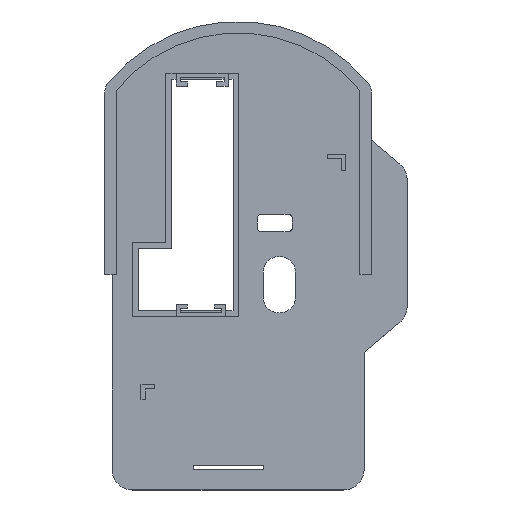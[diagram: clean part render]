
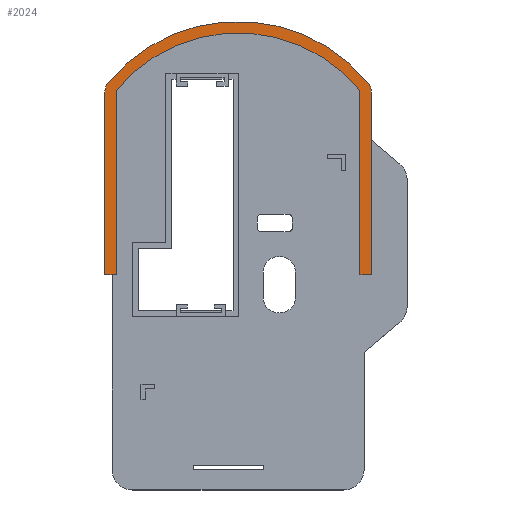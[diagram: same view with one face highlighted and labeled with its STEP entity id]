
A CAD part, top view. The second image highlights one B-rep face of the part: STEP entity #2024.
In plain terms, the highlighted planar face has unit normal (0, 0, 1).
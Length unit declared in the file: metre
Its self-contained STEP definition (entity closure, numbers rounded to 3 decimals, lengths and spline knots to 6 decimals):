
#56=CIRCLE('',#2160,0.037776);
#57=CIRCLE('',#2165,0.0037);
#58=CIRCLE('',#2167,0.040508);
#59=CIRCLE('',#2169,0.0037);
#504=ORIENTED_EDGE('',*,*,#872,.F.);
#505=ORIENTED_EDGE('',*,*,#870,.F.);
#506=ORIENTED_EDGE('',*,*,#875,.F.);
#507=ORIENTED_EDGE('',*,*,#877,.F.);
#508=ORIENTED_EDGE('',*,*,#879,.F.);
#509=ORIENTED_EDGE('',*,*,#881,.F.);
#510=ORIENTED_EDGE('',*,*,#883,.F.);
#511=ORIENTED_EDGE('',*,*,#885,.T.);
#512=ORIENTED_EDGE('',*,*,#887,.T.);
#513=ORIENTED_EDGE('',*,*,#888,.T.);
#870=EDGE_CURVE('',#1097,#1098,#1327,.T.);
#872=EDGE_CURVE('',#1098,#1099,#1329,.T.);
#875=EDGE_CURVE('',#1100,#1097,#1332,.T.);
#877=EDGE_CURVE('',#1101,#1100,#56,.T.);
#879=EDGE_CURVE('',#1102,#1101,#1335,.T.);
#881=EDGE_CURVE('',#1103,#1102,#1337,.T.);
#883=EDGE_CURVE('',#1104,#1103,#1339,.T.);
#885=EDGE_CURVE('',#1104,#1105,#57,.T.);
#887=EDGE_CURVE('',#1105,#1106,#58,.T.);
#888=EDGE_CURVE('',#1106,#1099,#59,.T.);
#1097=VERTEX_POINT('',#3182);
#1098=VERTEX_POINT('',#3184);
#1099=VERTEX_POINT('',#3188);
#1100=VERTEX_POINT('',#3192);
#1101=VERTEX_POINT('',#3196);
#1102=VERTEX_POINT('',#3200);
#1103=VERTEX_POINT('',#3204);
#1104=VERTEX_POINT('',#3208);
#1105=VERTEX_POINT('',#3212);
#1106=VERTEX_POINT('',#3216);
#1327=LINE('',#3183,#1586);
#1329=LINE('',#3187,#1588);
#1332=LINE('',#3193,#1591);
#1335=LINE('',#3201,#1594);
#1337=LINE('',#3205,#1596);
#1339=LINE('',#3209,#1598);
#1586=VECTOR('',#2583,1.);
#1588=VECTOR('',#2587,1.);
#1591=VECTOR('',#2592,1.);
#1594=VECTOR('',#2601,1.);
#1596=VECTOR('',#2605,1.);
#1598=VECTOR('',#2609,1.);
#1727=EDGE_LOOP('',(#504,#505,#506,#507,#508,#509,#510,#511,#512,#513));
#1838=FACE_BOUND('',#1727,.T.);
#1923=PLANE('',#2170);
#2024=ADVANCED_FACE('',(#1838),#1923,.T.);
#2160=AXIS2_PLACEMENT_3D('',#3197,#2596,#2597);
#2165=AXIS2_PLACEMENT_3D('',#3213,#2613,#2614);
#2167=AXIS2_PLACEMENT_3D('',#3217,#2618,#2619);
#2169=AXIS2_PLACEMENT_3D('',#3219,#2622,#2623);
#2170=AXIS2_PLACEMENT_3D('',#3220,#2624,#2625);
#2583=DIRECTION('',(-1.,0.,0.));
#2587=DIRECTION('',(0.,1.,0.));
#2592=DIRECTION('',(0.,-1.,0.));
#2596=DIRECTION('',(0.,0.,1.));
#2597=DIRECTION('',(1.,0.,0.));
#2601=DIRECTION('',(0.,1.,0.));
#2605=DIRECTION('',(-1.,0.,0.));
#2609=DIRECTION('',(0.,-1.,0.));
#2613=DIRECTION('',(0.,0.,1.));
#2614=DIRECTION('',(1.,0.,0.));
#2618=DIRECTION('',(0.,0.,1.));
#2619=DIRECTION('',(1.,0.,0.));
#2622=DIRECTION('',(0.,0.,1.));
#2623=DIRECTION('',(1.,0.,0.));
#2624=DIRECTION('',(0.,0.,1.));
#2625=DIRECTION('',(1.,0.,0.));
#3182=CARTESIAN_POINT('',(-0.029231,0.008924,0.0015));
#3183=CARTESIAN_POINT('',(-0.030597,0.008924,0.0015));
#3184=CARTESIAN_POINT('',(-0.031963,0.008924,0.0015));
#3187=CARTESIAN_POINT('',(-0.031963,0.047725,0.0015));
#3188=CARTESIAN_POINT('',(-0.031963,0.052756,0.0015));
#3192=CARTESIAN_POINT('',(-0.029231,0.053105,0.0015));
#3193=CARTESIAN_POINT('',(-0.029231,0.025809,0.0015));
#3196=CARTESIAN_POINT('',(0.029231,0.053105,0.0015));
#3197=CARTESIAN_POINT('',(0.,0.029176,0.0015));
#3200=CARTESIAN_POINT('',(0.029231,0.008924,0.0015));
#3201=CARTESIAN_POINT('',(0.029231,0.047899,0.0015));
#3204=CARTESIAN_POINT('',(0.031963,0.008924,0.0015));
#3205=CARTESIAN_POINT('',(0.030597,0.008924,0.0015));
#3208=CARTESIAN_POINT('',(0.031963,0.052756,0.0015));
#3209=CARTESIAN_POINT('',(0.031963,0.025809,0.0015));
#3212=CARTESIAN_POINT('',(0.031104,0.055127,0.0015));
#3213=CARTESIAN_POINT('',(0.028263,0.052756,0.0015));
#3216=CARTESIAN_POINT('',(-0.031104,0.055127,0.0015));
#3217=CARTESIAN_POINT('',(0.,0.029176,0.0015));
#3219=CARTESIAN_POINT('',(-0.028263,0.052756,0.0015));
#3220=CARTESIAN_POINT('',(0.,0.015996,0.0015));
